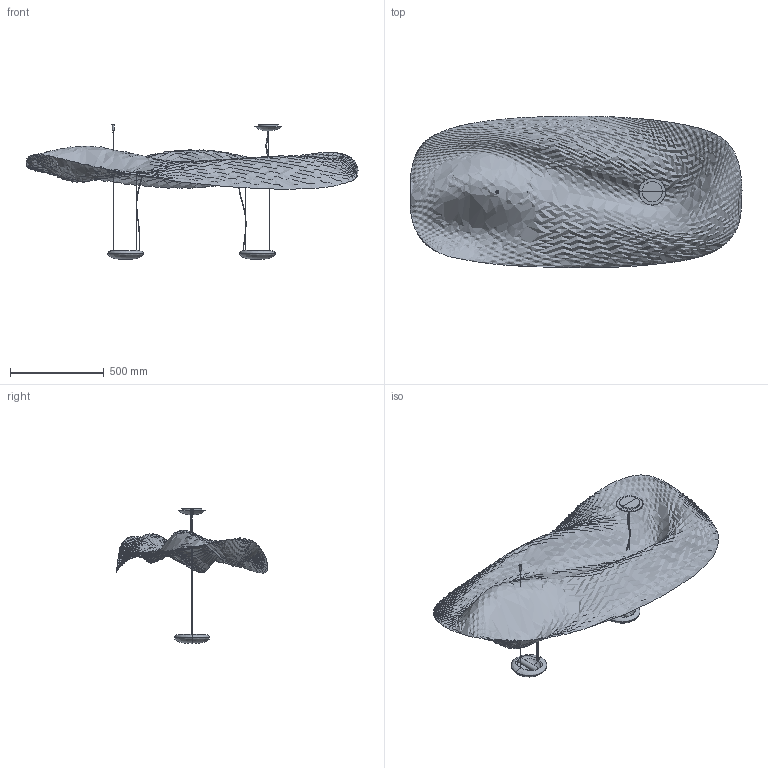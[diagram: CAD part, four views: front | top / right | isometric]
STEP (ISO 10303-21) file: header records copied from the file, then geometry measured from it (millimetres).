
FILE_DESCRIPTION(/* description */ (''),/* implementation_level */ '2;1');
FILE_NAME(/* name */ 'Cosmic_Angel_Sospensione_3D',/* time_stamp */ '2011-10-28T16:03:32+02:00',/* author */ (''),/* organization */ (''),/* preprocessor_version */ 'ST-DEVELOPER v10',/* originating_system */ '',/* authorisation */ '');
FILE_SCHEMA (('CONFIG_CONTROL_DESIGN'));
Length unit declared in the file: centimetre
Products named in the file (1): 1
Bounding box: 1772.46 x 810.44 x 720.86 mm (x, y, z)
Volume: 381563.3 mm3; surface area: 1948765.6 mm2
Topology: 9 solids, 17 shells, 110 faces, 300 edges, 204 vertices
Faces by surface type: bspline 110
Entity records: 10189 total; most frequent: CARTESIAN_POINT 8567, ORIENTED_EDGE 524, EDGE_CURVE 288, VERTEX_POINT 204, EDGE_LOOP 112, ADVANCED_FACE 110, FACE_OUTER_BOUND 110, B_SPLINE_CURVE_WITH_KNOTS 107
